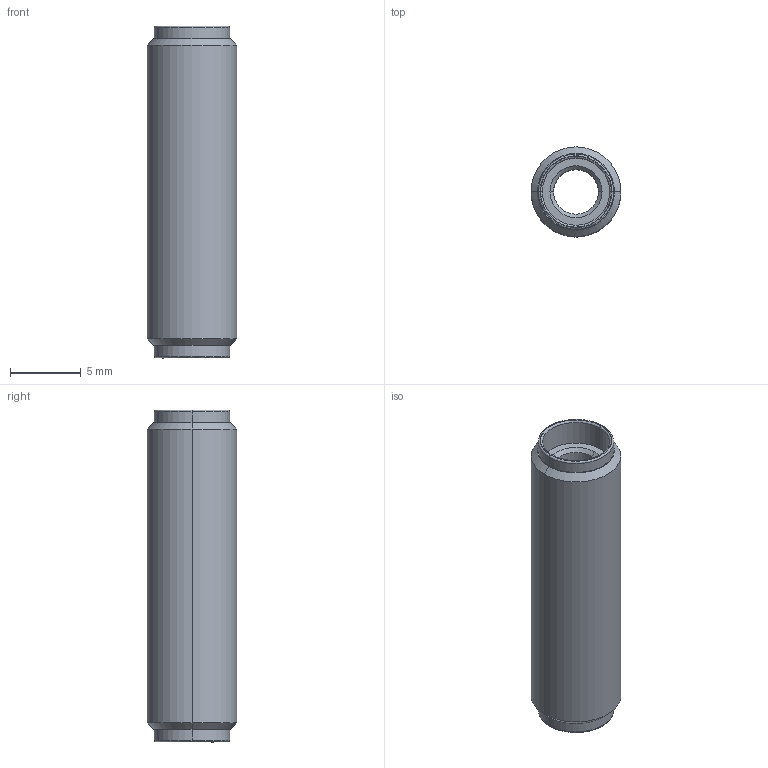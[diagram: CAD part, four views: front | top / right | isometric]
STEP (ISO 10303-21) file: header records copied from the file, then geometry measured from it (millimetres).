
FILE_DESCRIPTION (( 'STEP AP203' ), '1' );
FILE_NAME ('105451.stp', '2018-01-30T22:07:40', ( '' ), ( '' ), 'SwSTEP 2.0', 'SolidWorks 2012', '' );
FILE_SCHEMA (( 'CONFIG_CONTROL_DESIGN' ));
Length unit declared in the file: centimetre
Products named in the file (1): 105451
Bounding box: 6.35 x 6.35 x 23.5 mm (x, y, z)
Volume: 499.3 mm3; surface area: 746.3 mm2
Topology: 1 solids, 1 shells, 34 faces, 68 edges, 40 vertices
Faces by surface type: cylinder 12, bspline 8, cone 8, plane 6
Entity records: 1123 total; most frequent: CARTESIAN_POINT 355, DIRECTION 154, ORIENTED_EDGE 136, EDGE_CURVE 68, AXIS2_PLACEMENT_3D 67, VERTEX_POINT 40, CIRCLE 40, EDGE_LOOP 40
